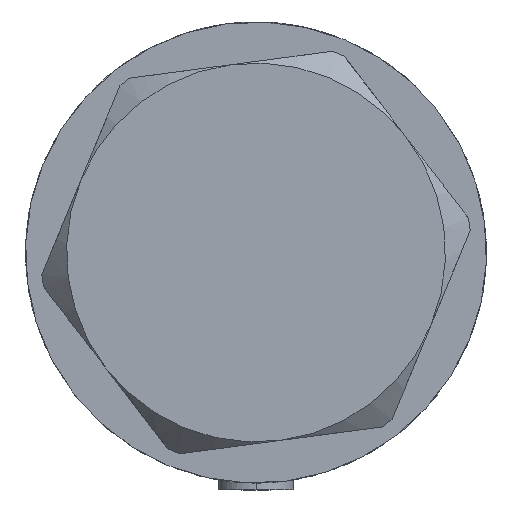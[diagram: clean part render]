
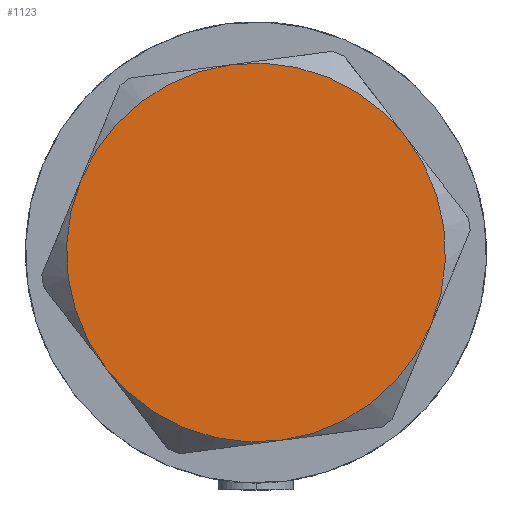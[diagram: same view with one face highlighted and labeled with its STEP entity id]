
A CAD part, left-side view. The second image highlights one B-rep face of the part: STEP entity #1123.
In plain terms, the highlighted face is planar.
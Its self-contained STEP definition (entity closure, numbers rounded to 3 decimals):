
#323 = CARTESIAN_POINT ( 'NONE',  ( 0., 0., 14.5 ) ) ;
#358 = ORIENTED_EDGE ( 'NONE', *, *, #2110, .T. ) ;
#388 = ORIENTED_EDGE ( 'NONE', *, *, #1265, .T. ) ;
#420 = DIRECTION ( 'NONE',  ( 0., 0., 1. ) ) ;
#472 = CIRCLE ( 'NONE', #849, 30. ) ;
#636 = AXIS2_PLACEMENT_3D ( 'NONE', #3556, #1030, #2883 ) ;
#693 = DIRECTION ( 'NONE',  ( 0., 0., 1. ) ) ;
#755 = VERTEX_POINT ( 'NONE', #4075 ) ;
#763 = DIRECTION ( 'NONE',  ( 1., 0., 0. ) ) ;
#795 = CARTESIAN_POINT ( 'NONE',  ( 0., 0., 14.5 ) ) ;
#849 = AXIS2_PLACEMENT_3D ( 'NONE', #2979, #693, #3960 ) ;
#854 = CIRCLE ( 'NONE', #2722, 30. ) ;
#1030 = DIRECTION ( 'NONE',  ( 0., 0., 1. ) ) ;
#1074 = AXIS2_PLACEMENT_3D ( 'NONE', #1890, #3733, #1541 ) ;
#1123 = ADVANCED_FACE ( 'NONE', ( #2288 ), #3429, .T. ) ;
#1143 = DIRECTION ( 'NONE',  ( 1., 0., 0. ) ) ;
#1154 = VERTEX_POINT ( 'NONE', #4386 ) ;
#1265 = EDGE_CURVE ( 'NONE', #2347, #4255, #854, .T. ) ;
#1305 = ORIENTED_EDGE ( 'NONE', *, *, #1946, .T. ) ;
#1357 = CARTESIAN_POINT ( 'NONE',  ( 0., 0., 14.5 ) ) ;
#1407 = CARTESIAN_POINT ( 'NONE',  ( 15., -25.981, 14.5 ) ) ;
#1425 = VERTEX_POINT ( 'NONE', #4114 ) ;
#1457 = DIRECTION ( 'NONE',  ( 0., 0., 1. ) ) ;
#1498 = DIRECTION ( 'NONE',  ( 1., 0., 0. ) ) ;
#1541 = DIRECTION ( 'NONE',  ( 1., 0., 0. ) ) ;
#1611 = CIRCLE ( 'NONE', #4610, 30. ) ;
#1747 = ORIENTED_EDGE ( 'NONE', *, *, #4298, .T. ) ;
#1816 = DIRECTION ( 'NONE',  ( 0., 0., 1. ) ) ;
#1890 = CARTESIAN_POINT ( 'NONE',  ( 0., 0., 14.5 ) ) ;
#1946 = EDGE_CURVE ( 'NONE', #1425, #755, #472, .T. ) ;
#1971 = CIRCLE ( 'NONE', #2588, 30. ) ;
#2001 = CARTESIAN_POINT ( 'NONE',  ( 30., 0., 14.5 ) ) ;
#2110 = EDGE_CURVE ( 'NONE', #4500, #2347, #1611, .T. ) ;
#2250 = AXIS2_PLACEMENT_3D ( 'NONE', #2641, #1457, #763 ) ;
#2288 = FACE_OUTER_BOUND ( 'NONE', #2936, .T. ) ;
#2347 = VERTEX_POINT ( 'NONE', #1407 ) ;
#2348 = DIRECTION ( 'NONE',  ( 1., 0., 0. ) ) ;
#2476 = ORIENTED_EDGE ( 'NONE', *, *, #2562, .T. ) ;
#2562 = EDGE_CURVE ( 'NONE', #1154, #1425, #3605, .T. ) ;
#2588 = AXIS2_PLACEMENT_3D ( 'NONE', #323, #1816, #1498 ) ;
#2641 = CARTESIAN_POINT ( 'NONE',  ( 0., 0., 14.5 ) ) ;
#2722 = AXIS2_PLACEMENT_3D ( 'NONE', #1357, #2924, #1143 ) ;
#2883 = DIRECTION ( 'NONE',  ( 1., 0., 0. ) ) ;
#2924 = DIRECTION ( 'NONE',  ( 0., 0., 1. ) ) ;
#2936 = EDGE_LOOP ( 'NONE', ( #388, #4446, #2476, #1305, #1747, #358 ) ) ;
#2979 = CARTESIAN_POINT ( 'NONE',  ( 0., 0., 14.5 ) ) ;
#3004 = CARTESIAN_POINT ( 'NONE',  ( -15., -25.981, 14.5 ) ) ;
#3429 = PLANE ( 'NONE',  #1074 ) ;
#3556 = CARTESIAN_POINT ( 'NONE',  ( 0., 0., 14.5 ) ) ;
#3605 = CIRCLE ( 'NONE', #2250, 30. ) ;
#3733 = DIRECTION ( 'NONE',  ( 0., 0., 1. ) ) ;
#3960 = DIRECTION ( 'NONE',  ( 1., 0., 0. ) ) ;
#4011 = CIRCLE ( 'NONE', #636, 30. ) ;
#4075 = CARTESIAN_POINT ( 'NONE',  ( -30., 0., 14.5 ) ) ;
#4114 = CARTESIAN_POINT ( 'NONE',  ( -15., 25.981, 14.5 ) ) ;
#4255 = VERTEX_POINT ( 'NONE', #2001 ) ;
#4298 = EDGE_CURVE ( 'NONE', #755, #4500, #4011, .T. ) ;
#4386 = CARTESIAN_POINT ( 'NONE',  ( 15., 25.981, 14.5 ) ) ;
#4432 = EDGE_CURVE ( 'NONE', #4255, #1154, #1971, .T. ) ;
#4446 = ORIENTED_EDGE ( 'NONE', *, *, #4432, .T. ) ;
#4500 = VERTEX_POINT ( 'NONE', #3004 ) ;
#4610 = AXIS2_PLACEMENT_3D ( 'NONE', #795, #420, #2348 ) ;
